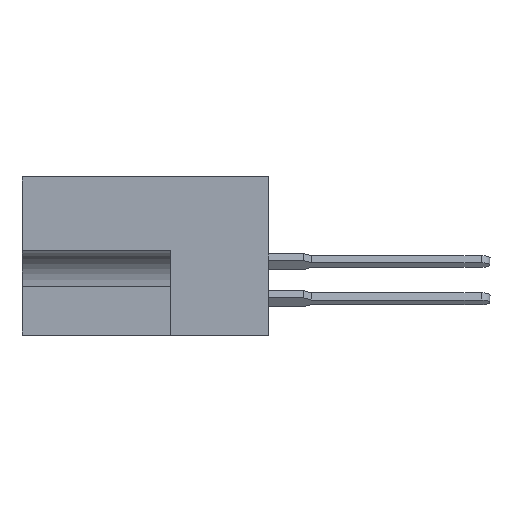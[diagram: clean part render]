
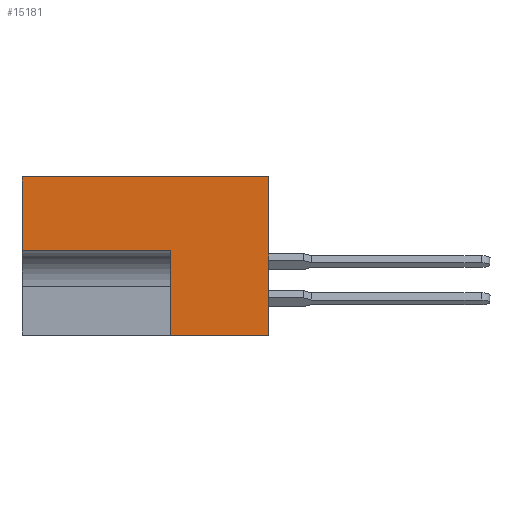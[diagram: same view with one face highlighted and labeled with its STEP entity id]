
A CAD part, left-side view. The second image highlights one B-rep face of the part: STEP entity #15181.
In plain terms, the highlighted planar face has unit normal (-1, 0, 0).
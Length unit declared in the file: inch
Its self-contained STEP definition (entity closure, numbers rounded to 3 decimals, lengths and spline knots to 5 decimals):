
#465 = VECTOR ( 'NONE', #12563, 39.37008 ) ;
#527 = DIRECTION ( 'NONE',  ( 0., 0., 1. ) ) ;
#551 = AXIS2_PLACEMENT_3D ( 'NONE', #10751, #14661, #7152 ) ;
#750 = EDGE_CURVE ( 'NONE', #9925, #14177, #4121, .T. ) ;
#780 = DIRECTION ( 'NONE',  ( 0., -1., 0. ) ) ;
#791 = LINE ( 'NONE', #7922, #10693 ) ;
#845 = EDGE_CURVE ( 'NONE', #14177, #8861, #6659, .T. ) ;
#1047 = ORIENTED_EDGE ( 'NONE', *, *, #5709, .T. ) ;
#1466 = DIRECTION ( 'NONE',  ( 0., 1., 0. ) ) ;
#1779 = VECTOR ( 'NONE', #12425, 39.37008 ) ;
#2350 = VERTEX_POINT ( 'NONE', #12747 ) ;
#2692 = CARTESIAN_POINT ( 'NONE',  ( 0., 0.828, -0.248 ) ) ;
#3009 = VERTEX_POINT ( 'NONE', #14425 ) ;
#3774 = LINE ( 'NONE', #7650, #465 ) ;
#3825 = CARTESIAN_POINT ( 'NONE',  ( 0., 0.328, -0.248 ) ) ;
#4121 = LINE ( 'NONE', #9887, #1779 ) ;
#4708 = ORIENTED_EDGE ( 'NONE', *, *, #11481, .F. ) ;
#4891 = VECTOR ( 'NONE', #7781, 39.37008 ) ;
#5022 = EDGE_LOOP ( 'NONE', ( #4708, #8204, #13415, #1047, #9477, #8620 ) ) ;
#5268 = VECTOR ( 'NONE', #780, 39.37008 ) ;
#5685 = LINE ( 'NONE', #11848, #5268 ) ;
#5709 = EDGE_CURVE ( 'NONE', #9925, #2350, #5685, .T. ) ;
#6443 = CARTESIAN_POINT ( 'NONE',  ( 0., 0., 0. ) ) ;
#6659 = LINE ( 'NONE', #3825, #12622 ) ;
#6955 = FACE_OUTER_BOUND ( 'NONE', #5022, .T. ) ;
#7152 = DIRECTION ( 'NONE',  ( 0., 0., -1. ) ) ;
#7650 = CARTESIAN_POINT ( 'NONE',  ( 0., 0.453, 0. ) ) ;
#7756 = CARTESIAN_POINT ( 'NONE',  ( 0., 0.328, -0.248 ) ) ;
#7781 = DIRECTION ( 'NONE',  ( 0., 0., 1. ) ) ;
#7922 = CARTESIAN_POINT ( 'NONE',  ( 0., 0.828, 0. ) ) ;
#8204 = ORIENTED_EDGE ( 'NONE', *, *, #845, .F. ) ;
#8620 = ORIENTED_EDGE ( 'NONE', *, *, #9305, .F. ) ;
#8856 = CARTESIAN_POINT ( 'NONE',  ( 0., 0.328, -0.531 ) ) ;
#8861 = VERTEX_POINT ( 'NONE', #2692 ) ;
#9305 = EDGE_CURVE ( 'NONE', #3009, #13155, #3774, .T. ) ;
#9477 = ORIENTED_EDGE ( 'NONE', *, *, #12103, .T. ) ;
#9887 = CARTESIAN_POINT ( 'NONE',  ( 0., 0.328, -0.531 ) ) ;
#9925 = VERTEX_POINT ( 'NONE', #8856 ) ;
#10693 = VECTOR ( 'NONE', #527, 39.37008 ) ;
#10751 = CARTESIAN_POINT ( 'NONE',  ( 0., 0.453, 0. ) ) ;
#10956 = PLANE ( 'NONE',  #551 ) ;
#11481 = EDGE_CURVE ( 'NONE', #8861, #3009, #791, .T. ) ;
#11848 = CARTESIAN_POINT ( 'NONE',  ( 0., 0.453, -0.531 ) ) ;
#12103 = EDGE_CURVE ( 'NONE', #2350, #13155, #13017, .T. ) ;
#12425 = DIRECTION ( 'NONE',  ( 0., 0., 1. ) ) ;
#12563 = DIRECTION ( 'NONE',  ( 0., -1., 0. ) ) ;
#12622 = VECTOR ( 'NONE', #1466, 39.37008 ) ;
#12747 = CARTESIAN_POINT ( 'NONE',  ( 0., 0., -0.531 ) ) ;
#13017 = LINE ( 'NONE', #6443, #4891 ) ;
#13155 = VERTEX_POINT ( 'NONE', #14708 ) ;
#13415 = ORIENTED_EDGE ( 'NONE', *, *, #750, .F. ) ;
#14177 = VERTEX_POINT ( 'NONE', #7756 ) ;
#14425 = CARTESIAN_POINT ( 'NONE',  ( 0., 0.828, 0. ) ) ;
#14661 = DIRECTION ( 'NONE',  ( 1., 0., 0. ) ) ;
#14708 = CARTESIAN_POINT ( 'NONE',  ( 0., 0., 0. ) ) ;
#15181 = ADVANCED_FACE ( 'NONE', ( #6955 ), #10956, .F. ) ;
